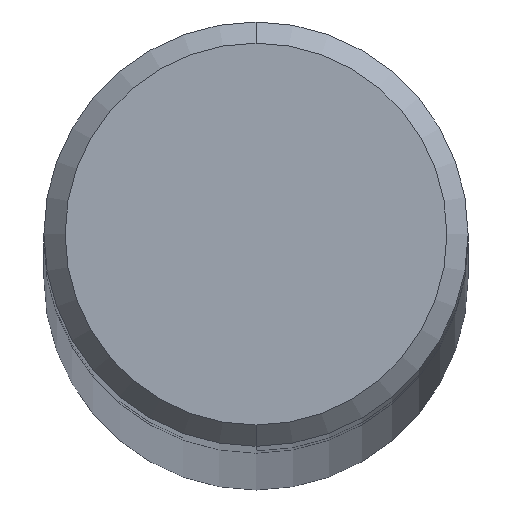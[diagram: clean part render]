
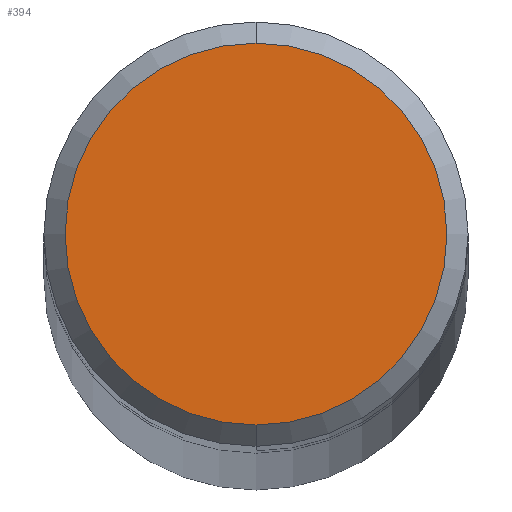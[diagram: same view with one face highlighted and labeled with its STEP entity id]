
A CAD part, top view. The second image highlights one B-rep face of the part: STEP entity #394.
In plain terms, the highlighted planar face has unit normal (0, 0, 1).
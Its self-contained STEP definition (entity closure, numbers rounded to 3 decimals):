
#296=VERTEX_POINT('',#593);
#298=VERTEX_POINT('',#595);
#320=EDGE_CURVE('',#296,#298,#620,.T.);
#394=ADVANCED_FACE('',(#704),#705,.T.);
#412=EDGE_CURVE('',#298,#296,#724,.T.);
#593=CARTESIAN_POINT('',(0.0,3.6,0.));
#595=CARTESIAN_POINT('',(0.,-3.6,0.));
#620=CIRCLE('',#1113,3.6);
#704=FACE_OUTER_BOUND('',#1308,.T.);
#705=PLANE('',#1309);
#724=CIRCLE('',#1340,3.6);
#1113=AXIS2_PLACEMENT_3D('',#1557,#1558,#1559);
#1308=EDGE_LOOP('',(#1654,#1655));
#1309=AXIS2_PLACEMENT_3D('',#1656,#1657,#1658);
#1340=AXIS2_PLACEMENT_3D('',#1671,#1672,#1673);
#1557=CARTESIAN_POINT('',(0.0,0.0,0.));
#1558=DIRECTION('',(0.0,0.0,-1.0));
#1559=DIRECTION('',(0.0,1.0,0.0));
#1654=ORIENTED_EDGE('',*,*,#320,.F.);
#1655=ORIENTED_EDGE('',*,*,#412,.F.);
#1656=CARTESIAN_POINT('',(0.0,1.8,0.));
#1657=DIRECTION('',(-0.0,0.0,1.0));
#1658=DIRECTION('',(0.0,-1.0,0.0));
#1671=CARTESIAN_POINT('',(0.0,0.0,0.));
#1672=DIRECTION('',(0.0,0.0,-1.0));
#1673=DIRECTION('',(0.0,1.0,0.0));
